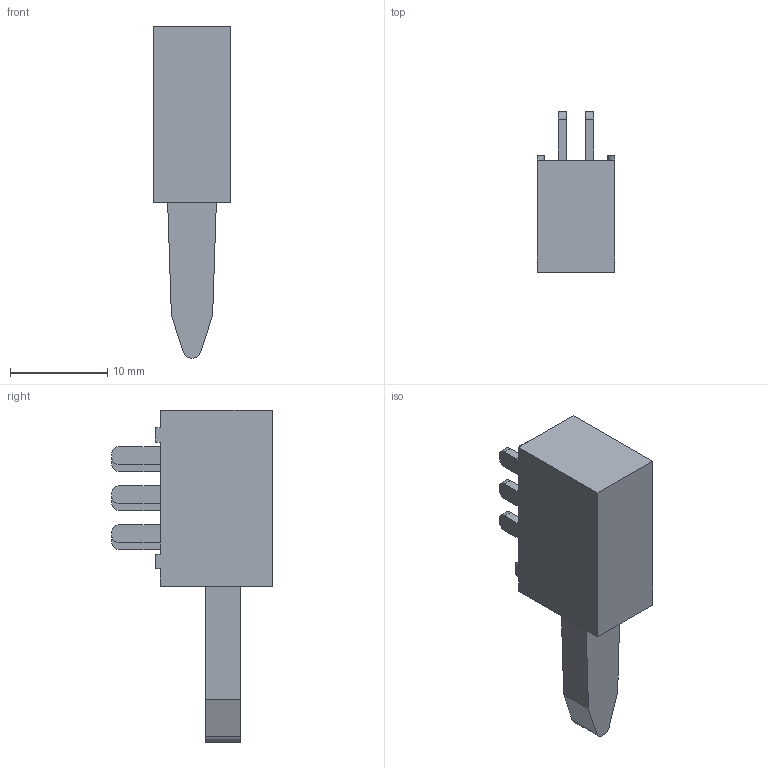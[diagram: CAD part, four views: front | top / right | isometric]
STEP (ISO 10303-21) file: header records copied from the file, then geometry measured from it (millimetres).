
FILE_DESCRIPTION (( 'STEP AP214' ), '1' );
FILE_NAME ('NingboSwitch.STEP', '2020-03-11T18:12:38', ( '' ), ( '' ), 'SwSTEP 2.0', 'SolidWorks 2018', '' );
FILE_SCHEMA (( 'AUTOMOTIVE_DESIGN' ));
Length unit declared in the file: millimetre
Products named in the file (1): NingboSwitch
Bounding box: 8 x 16.5 x 34.1 mm (x, y, z)
Volume: 1950.1 mm3; surface area: 1288.8 mm2
Topology: 1 solids, 1 shells, 65 faces, 168 edges, 112 vertices
Faces by surface type: plane 47, cylinder 18
Entity records: 2012 total; most frequent: CARTESIAN_POINT 346, DIRECTION 336, ORIENTED_EDGE 336, EDGE_CURVE 168, LINE 132, VECTOR 132, VERTEX_POINT 112, AXIS2_PLACEMENT_3D 102
